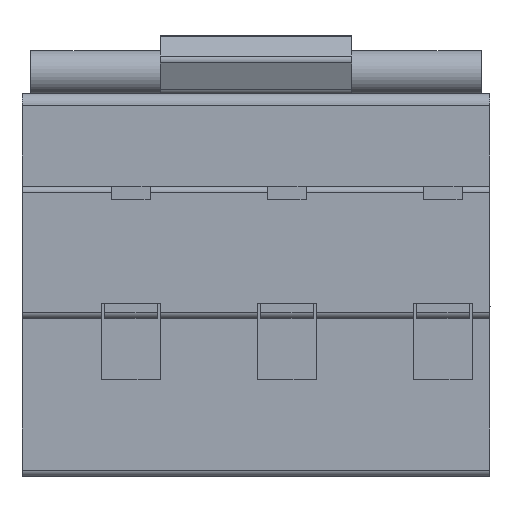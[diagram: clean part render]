
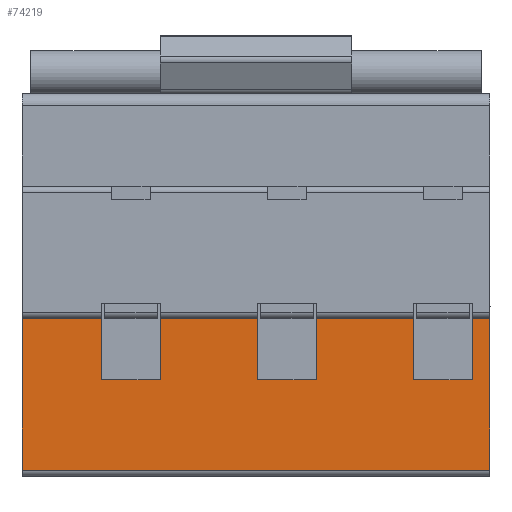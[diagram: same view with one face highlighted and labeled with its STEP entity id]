
A CAD part, top view. The second image highlights one B-rep face of the part: STEP entity #74219.
In plain terms, the highlighted planar face has unit normal (0, 0, 1).
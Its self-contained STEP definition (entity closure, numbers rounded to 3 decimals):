
#177 = DIRECTION ( 'NONE',  ( 0., 1., 0. ) ) ;
#534 = VERTEX_POINT ( 'NONE', #72886 ) ;
#721 = LINE ( 'NONE', #28332, #47498 ) ;
#3082 = CARTESIAN_POINT ( 'NONE',  ( 10.25, -32.5, 38. ) ) ;
#3123 = EDGE_CURVE ( 'NONE', #79444, #88355, #79687, .T. ) ;
#3877 = DIRECTION ( 'NONE',  ( 0., -1., 0. ) ) ;
#5058 = CARTESIAN_POINT ( 'NONE',  ( 10.25, -16.1, 38. ) ) ;
#5378 = LINE ( 'NONE', #32987, #18653 ) ;
#5700 = VECTOR ( 'NONE', #10577, 1000. ) ;
#7441 = VERTEX_POINT ( 'NONE', #69527 ) ;
#7645 = EDGE_CURVE ( 'NONE', #8420, #79444, #5378, .T. ) ;
#7732 = ORIENTED_EDGE ( 'NONE', *, *, #38533, .T. ) ;
#8420 = VERTEX_POINT ( 'NONE', #59428 ) ;
#9124 = VERTEX_POINT ( 'NONE', #23287 ) ;
#9425 = LINE ( 'NONE', #57797, #80650 ) ;
#10577 = DIRECTION ( 'NONE',  ( 1., 0., 0. ) ) ;
#10650 = VECTOR ( 'NONE', #51302, 1000. ) ;
#11898 = CARTESIAN_POINT ( 'NONE',  ( -52.75, -16.1, 38. ) ) ;
#12334 = DIRECTION ( 'NONE',  ( 1., 0., 0. ) ) ;
#12408 = DIRECTION ( 'NONE',  ( 0., -1., 0. ) ) ;
#12549 = CARTESIAN_POINT ( 'NONE',  ( -66.25, -5.7, 38. ) ) ;
#14570 = VECTOR ( 'NONE', #86044, 1000. ) ;
#15150 = CARTESIAN_POINT ( 'NONE',  ( -42.75, -5.7, 38. ) ) ;
#15806 = VERTEX_POINT ( 'NONE', #51279 ) ;
#16705 = EDGE_CURVE ( 'NONE', #40133, #9124, #60402, .T. ) ;
#17003 = VERTEX_POINT ( 'NONE', #32670 ) ;
#17515 = DIRECTION ( 'NONE',  ( -1., 0., 0. ) ) ;
#18358 = VECTOR ( 'NONE', #177, 1000. ) ;
#18653 = VECTOR ( 'NONE', #46980, 1000. ) ;
#20676 = VECTOR ( 'NONE', #17515, 1000. ) ;
#21640 = EDGE_CURVE ( 'NONE', #53211, #7441, #83602, .T. ) ;
#21864 = CARTESIAN_POINT ( 'NONE',  ( -52.75, -32.5, 38. ) ) ;
#22910 = CARTESIAN_POINT ( 'NONE',  ( 13.251, -5.7, 38. ) ) ;
#23023 = ORIENTED_EDGE ( 'NONE', *, *, #75606, .T. ) ;
#23287 = CARTESIAN_POINT ( 'NONE',  ( -26.25, -16.1, 38. ) ) ;
#23583 = ORIENTED_EDGE ( 'NONE', *, *, #16705, .T. ) ;
#24976 = VECTOR ( 'NONE', #12408, 1000. ) ;
#25766 = DIRECTION ( 'NONE',  ( -1., 0., 0. ) ) ;
#26418 = EDGE_CURVE ( 'NONE', #88355, #40133, #32833, .T. ) ;
#26649 = VECTOR ( 'NONE', #87193, 1000. ) ;
#26875 = LINE ( 'NONE', #67491, #24976 ) ;
#28246 = VECTOR ( 'NONE', #3877, 1000. ) ;
#28332 = CARTESIAN_POINT ( 'NONE',  ( 13.251, -5.7, 38. ) ) ;
#30161 = EDGE_CURVE ( 'NONE', #38881, #8420, #53807, .T. ) ;
#30617 = ORIENTED_EDGE ( 'NONE', *, *, #53658, .T. ) ;
#31925 = DIRECTION ( 'NONE',  ( 0., 1., 0. ) ) ;
#32312 = EDGE_CURVE ( 'NONE', #9124, #534, #67978, .T. ) ;
#32670 = CARTESIAN_POINT ( 'NONE',  ( -42.75, -16.1, 38. ) ) ;
#32833 = LINE ( 'NONE', #60345, #28246 ) ;
#32987 = CARTESIAN_POINT ( 'NONE',  ( 0.25, -32.5, 38. ) ) ;
#33545 = EDGE_LOOP ( 'NONE', ( #65259, #35866, #45301, #68496, #72156, #70005, #86412, #70383, #23583, #86280, #30617, #7732, #88684, #33638, #75382, #23023 ) ) ;
#33566 = AXIS2_PLACEMENT_3D ( 'NONE', #74133, #39944, #12334 ) ;
#33638 = ORIENTED_EDGE ( 'NONE', *, *, #21640, .T. ) ;
#34187 = CARTESIAN_POINT ( 'NONE',  ( 13.25, -32.5, 38. ) ) ;
#35866 = ORIENTED_EDGE ( 'NONE', *, *, #50869, .T. ) ;
#36472 = CARTESIAN_POINT ( 'NONE',  ( 13.251, -16.1, 38. ) ) ;
#36619 = VECTOR ( 'NONE', #53592, 1000. ) ;
#37832 = LINE ( 'NONE', #36472, #10650 ) ;
#38245 = CARTESIAN_POINT ( 'NONE',  ( -16.25, -16.1, 38. ) ) ;
#38533 = EDGE_CURVE ( 'NONE', #81558, #17003, #26875, .T. ) ;
#38881 = VERTEX_POINT ( 'NONE', #5058 ) ;
#39114 = CARTESIAN_POINT ( 'NONE',  ( 10.25, -5.7, 38. ) ) ;
#39860 = EDGE_CURVE ( 'NONE', #53829, #47316, #56391, .T. ) ;
#39944 = DIRECTION ( 'NONE',  ( 0., 0., 1. ) ) ;
#40133 = VERTEX_POINT ( 'NONE', #38245 ) ;
#40658 = CARTESIAN_POINT ( 'NONE',  ( -66.25, -31.5, 38. ) ) ;
#44956 = LINE ( 'NONE', #72372, #5700 ) ;
#45301 = ORIENTED_EDGE ( 'NONE', *, *, #39860, .T. ) ;
#46839 = VECTOR ( 'NONE', #64934, 1000. ) ;
#46980 = DIRECTION ( 'NONE',  ( 0., 1., 0. ) ) ;
#47316 = VERTEX_POINT ( 'NONE', #39114 ) ;
#47498 = VECTOR ( 'NONE', #55894, 1000. ) ;
#50869 = EDGE_CURVE ( 'NONE', #15806, #53829, #81474, .T. ) ;
#51279 = CARTESIAN_POINT ( 'NONE',  ( 13.25, -31.5, 38. ) ) ;
#51302 = DIRECTION ( 'NONE',  ( -1., 0., 0. ) ) ;
#52925 = VERTEX_POINT ( 'NONE', #12549 ) ;
#53031 = EDGE_CURVE ( 'NONE', #7441, #52925, #721, .T. ) ;
#53211 = VERTEX_POINT ( 'NONE', #11898 ) ;
#53592 = DIRECTION ( 'NONE',  ( -1., 0., 0. ) ) ;
#53658 = EDGE_CURVE ( 'NONE', #534, #81558, #9425, .T. ) ;
#53807 = LINE ( 'NONE', #60994, #83453 ) ;
#53829 = VERTEX_POINT ( 'NONE', #58523 ) ;
#54201 = VECTOR ( 'NONE', #31925, 1000. ) ;
#55894 = DIRECTION ( 'NONE',  ( -1., 0., 0. ) ) ;
#56391 = LINE ( 'NONE', #22910, #46839 ) ;
#57309 = VECTOR ( 'NONE', #69304, 1000. ) ;
#57797 = CARTESIAN_POINT ( 'NONE',  ( 13.251, -5.7, 38. ) ) ;
#58311 = EDGE_CURVE ( 'NONE', #17003, #53211, #37832, .T. ) ;
#58523 = CARTESIAN_POINT ( 'NONE',  ( 13.25, -5.7, 38. ) ) ;
#59428 = CARTESIAN_POINT ( 'NONE',  ( 0.25, -16.1, 38. ) ) ;
#59467 = CARTESIAN_POINT ( 'NONE',  ( -26.25, -32.5, 38. ) ) ;
#60345 = CARTESIAN_POINT ( 'NONE',  ( -16.25, -32.5, 38. ) ) ;
#60402 = LINE ( 'NONE', #79308, #20676 ) ;
#60654 = PLANE ( 'NONE',  #33566 ) ;
#60797 = EDGE_CURVE ( 'NONE', #85258, #15806, #44956, .T. ) ;
#60994 = CARTESIAN_POINT ( 'NONE',  ( 13.251, -16.1, 38. ) ) ;
#62171 = CARTESIAN_POINT ( 'NONE',  ( 0.25, -5.7, 38. ) ) ;
#63418 = EDGE_CURVE ( 'NONE', #47316, #38881, #79793, .T. ) ;
#64934 = DIRECTION ( 'NONE',  ( -1., 0., 0. ) ) ;
#65259 = ORIENTED_EDGE ( 'NONE', *, *, #60797, .T. ) ;
#67491 = CARTESIAN_POINT ( 'NONE',  ( -42.75, -32.5, 38. ) ) ;
#67978 = LINE ( 'NONE', #59467, #54201 ) ;
#68496 = ORIENTED_EDGE ( 'NONE', *, *, #63418, .T. ) ;
#69304 = DIRECTION ( 'NONE',  ( 0., 1., 0. ) ) ;
#69527 = CARTESIAN_POINT ( 'NONE',  ( -52.75, -5.7, 38. ) ) ;
#70005 = ORIENTED_EDGE ( 'NONE', *, *, #7645, .T. ) ;
#70383 = ORIENTED_EDGE ( 'NONE', *, *, #26418, .T. ) ;
#72156 = ORIENTED_EDGE ( 'NONE', *, *, #30161, .T. ) ;
#72372 = CARTESIAN_POINT ( 'NONE',  ( 13.251, -31.5, 38. ) ) ;
#72886 = CARTESIAN_POINT ( 'NONE',  ( -26.25, -5.7, 38. ) ) ;
#74133 = CARTESIAN_POINT ( 'NONE',  ( 13.251, -32.5, 38. ) ) ;
#74219 = ADVANCED_FACE ( 'NONE', ( #88919 ), #60654, .T. ) ;
#75382 = ORIENTED_EDGE ( 'NONE', *, *, #53031, .T. ) ;
#75606 = EDGE_CURVE ( 'NONE', #52925, #85258, #88512, .T. ) ;
#78380 = CARTESIAN_POINT ( 'NONE',  ( -16.25, -5.7, 38. ) ) ;
#79308 = CARTESIAN_POINT ( 'NONE',  ( 13.251, -16.1, 38. ) ) ;
#79444 = VERTEX_POINT ( 'NONE', #62171 ) ;
#79687 = LINE ( 'NONE', #81431, #36619 ) ;
#79793 = LINE ( 'NONE', #3082, #14570 ) ;
#80018 = CARTESIAN_POINT ( 'NONE',  ( -66.25, -32.5, 38. ) ) ;
#80650 = VECTOR ( 'NONE', #85157, 1000. ) ;
#81431 = CARTESIAN_POINT ( 'NONE',  ( 13.251, -5.7, 38. ) ) ;
#81474 = LINE ( 'NONE', #34187, #57309 ) ;
#81558 = VERTEX_POINT ( 'NONE', #15150 ) ;
#83453 = VECTOR ( 'NONE', #25766, 1000. ) ;
#83602 = LINE ( 'NONE', #21864, #18358 ) ;
#85157 = DIRECTION ( 'NONE',  ( -1., 0., 0. ) ) ;
#85258 = VERTEX_POINT ( 'NONE', #40658 ) ;
#86044 = DIRECTION ( 'NONE',  ( 0., -1., 0. ) ) ;
#86280 = ORIENTED_EDGE ( 'NONE', *, *, #32312, .T. ) ;
#86412 = ORIENTED_EDGE ( 'NONE', *, *, #3123, .T. ) ;
#87193 = DIRECTION ( 'NONE',  ( 0., -1., 0. ) ) ;
#88355 = VERTEX_POINT ( 'NONE', #78380 ) ;
#88512 = LINE ( 'NONE', #80018, #26649 ) ;
#88684 = ORIENTED_EDGE ( 'NONE', *, *, #58311, .T. ) ;
#88919 = FACE_OUTER_BOUND ( 'NONE', #33545, .T. ) ;
